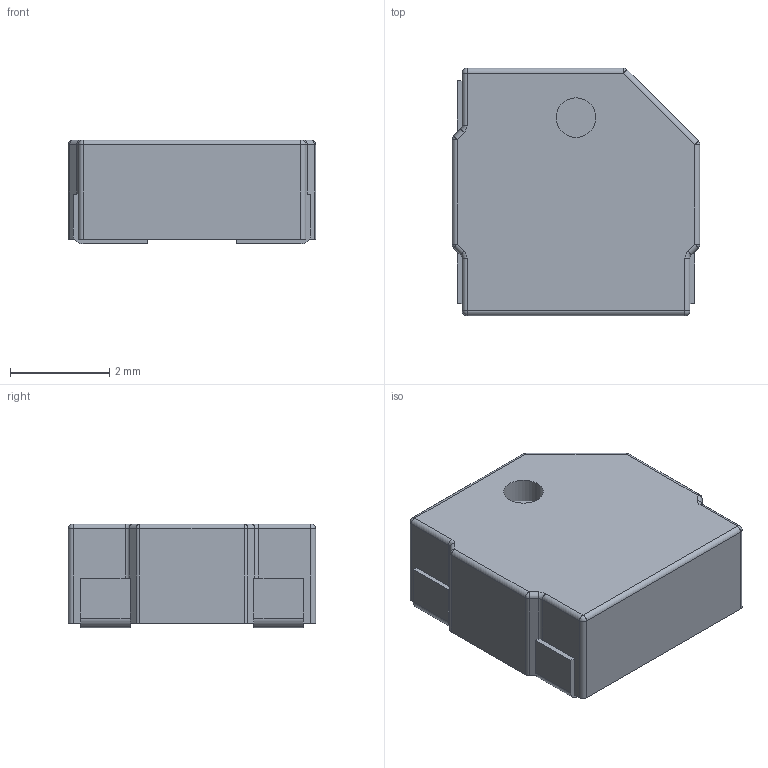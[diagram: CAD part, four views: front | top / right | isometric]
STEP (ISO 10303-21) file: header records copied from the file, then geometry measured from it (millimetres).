
FILE_DESCRIPTION(('FreeCAD Model'),'2;1');
FILE_NAME('MLT_5020.step', '2020-10-03T12:39:06',('kicad StepUp'),('ksu MCAD'), 'Open CASCADE STEP processor 7.3','FreeCAD','Unknown');
FILE_SCHEMA(('AUTOMOTIVE_DESIGN { 1 0 10303 214 1 1 1 1 }'));
Length unit declared in the file: millimetre
Products named in the file (1): MLT_5020
Bounding box: 5 x 5 x 2.1 mm (x, y, z)
Volume: 47.3 mm3; surface area: 104.8 mm2
Topology: 5 solids, 5 shells, 81 faces, 188 edges, 110 vertices
Faces by surface type: plane 40, cylinder 30, sphere 8, torus 3
Full cylindrical faces by diameter (mm): 0.8 x1, 1 x1
Entity records: 2789 total; most frequent: DIRECTION 407, CARTESIAN_POINT 372, ORIENTED_EDGE 360, EDGE_CURVE 180, AXIS2_PLACEMENT_3D 145, LINE 117, VECTOR 117, VERTEX_POINT 110
